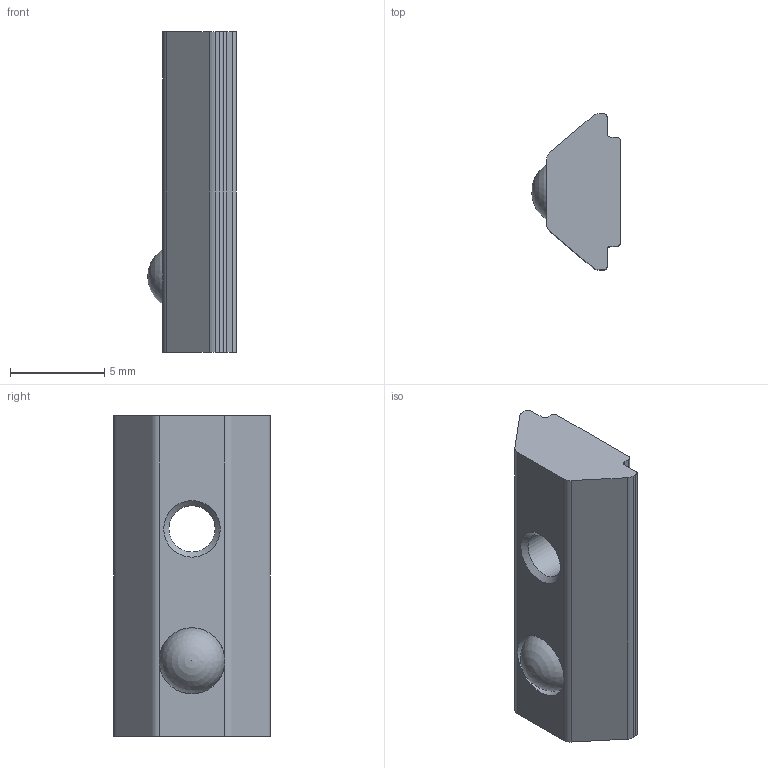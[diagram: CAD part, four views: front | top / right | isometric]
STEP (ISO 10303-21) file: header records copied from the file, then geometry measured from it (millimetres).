
FILE_DESCRIPTION(/* description */ ('STEP AP214'),/* implementation_level */ '2;1');
FILE_NAME(/* name */ 'HNTP5-3',/* time_stamp */ '2024-02-05T21:20:29+01:00',/* author */ ('License CC BY-ND 4.0'),/* organization */ ('CADENAS'),/* preprocessor_version */ 'ST-DEVELOPER v19.3',/* originating_system */ 'PARTsolutions',/* authorisation */ ' ');
FILE_SCHEMA (('AUTOMOTIVE_DESIGN {1 0 10303 214 3 1 1}'));
Length unit declared in the file: millimetre
Products named in the file (1): HNTP5-3
Bounding box: 4.7 x 8.3 x 17 mm (x, y, z)
Volume: 406.4 mm3; surface area: 445.6 mm2
Topology: 1 solids, 1 shells, 28 faces, 79 edges, 52 vertices
Faces by surface type: plane 13, cylinder 12, cone 2, sphere 1
Full cylindrical faces by diameter (mm): 2.459 x1, 3.5 x1
Entity records: 898 total; most frequent: CARTESIAN_POINT 155, DIRECTION 154, ORIENTED_EDGE 142, EDGE_CURVE 71, AXIS2_PLACEMENT_3D 56, VERTEX_POINT 49, LINE 42, VECTOR 42
